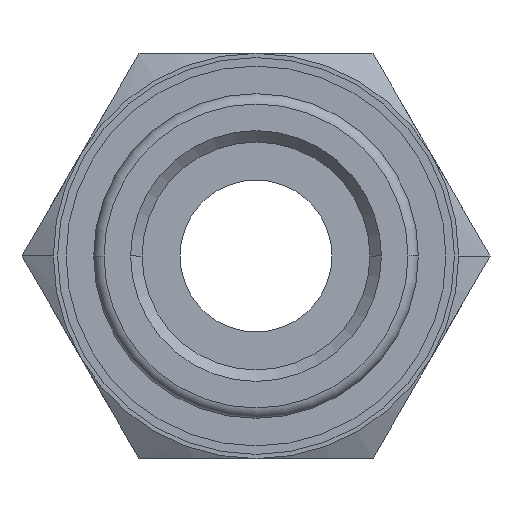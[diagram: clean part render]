
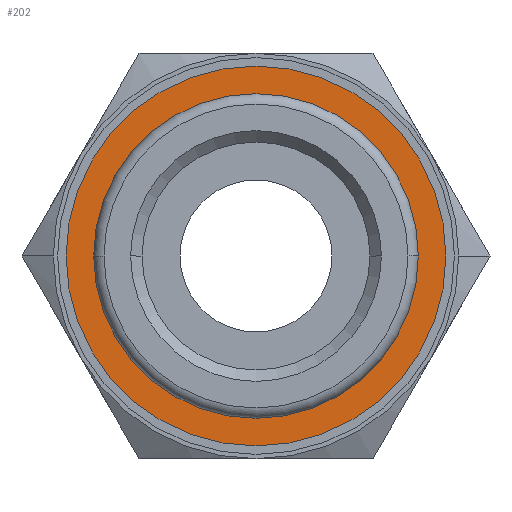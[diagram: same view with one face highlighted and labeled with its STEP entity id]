
A CAD part, front view. The second image highlights one B-rep face of the part: STEP entity #202.
In plain terms, the highlighted planar face has unit normal (0, -1, 0).
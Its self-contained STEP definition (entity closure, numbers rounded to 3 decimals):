
#202=ADVANCED_FACE('',(#410,#411),#412,.T.);
#410=FACE_BOUND('',#613,.T.);
#411=FACE_OUTER_BOUND('',#614,.T.);
#412=PLANE('',#615);
#613=EDGE_LOOP('',(#1101,#1102,#1103));
#614=EDGE_LOOP('',(#1104,#1105));
#615=AXIS2_PLACEMENT_3D('',#1106,#1107,#1108);
#1101=ORIENTED_EDGE('',*,*,#1286,.T.);
#1102=ORIENTED_EDGE('',*,*,#1148,.T.);
#1103=ORIENTED_EDGE('',*,*,#1287,.T.);
#1104=ORIENTED_EDGE('',*,*,#1311,.F.);
#1105=ORIENTED_EDGE('',*,*,#1317,.F.);
#1106=CARTESIAN_POINT('',(5.625,3.6,0.0));
#1107=DIRECTION('',(-0.0,-1.0,-0.0));
#1108=DIRECTION('',(-1.0,0.0,0.0));
#1148=EDGE_CURVE('',#1352,#1350,#1353,.T.);
#1286=EDGE_CURVE('',#1550,#1352,#1551,.T.);
#1287=EDGE_CURVE('',#1350,#1550,#1552,.T.);
#1311=EDGE_CURVE('',#1576,#1578,#1579,.T.);
#1317=EDGE_CURVE('',#1578,#1576,#1585,.T.);
#1350=VERTEX_POINT('',#1654);
#1352=VERTEX_POINT('',#1656);
#1353=CIRCLE('',#1657,9.156);
#1550=VERTEX_POINT('',#2069);
#1551=CIRCLE('',#2070,9.156);
#1552=CIRCLE('',#2071,9.156);
#1576=VERTEX_POINT('',#2142);
#1578=VERTEX_POINT('',#2145);
#1579=CIRCLE('',#2146,11.25);
#1585=CIRCLE('',#2153,11.25);
#1654=CARTESIAN_POINT('',(-9.156,3.6,0.));
#1656=CARTESIAN_POINT('',(9.156,3.6,0.));
#1657=AXIS2_PLACEMENT_3D('',#2180,#2181,#2182);
#2069=CARTESIAN_POINT('',(0.,3.6,9.156));
#2070=AXIS2_PLACEMENT_3D('',#2373,#2374,#2375);
#2071=AXIS2_PLACEMENT_3D('',#2376,#2377,#2378);
#2142=CARTESIAN_POINT('',(11.25,3.6,0.0));
#2145=CARTESIAN_POINT('',(-11.25,3.6,0.));
#2146=AXIS2_PLACEMENT_3D('',#2392,#2393,#2394);
#2153=AXIS2_PLACEMENT_3D('',#2399,#2400,#2401);
#2180=CARTESIAN_POINT('',(0.0,3.6,0.0));
#2181=DIRECTION('',(0.0,1.0,0.0));
#2182=DIRECTION('',(0.0,0.0,-1.0));
#2373=CARTESIAN_POINT('',(0.0,3.6,0.0));
#2374=DIRECTION('',(0.0,1.0,0.0));
#2375=DIRECTION('',(0.0,0.0,-1.0));
#2376=CARTESIAN_POINT('',(0.0,3.6,0.0));
#2377=DIRECTION('',(0.0,1.0,0.0));
#2378=DIRECTION('',(0.0,0.0,-1.0));
#2392=CARTESIAN_POINT('',(0.0,3.6,0.0));
#2393=DIRECTION('',(-0.0,1.0,0.0));
#2394=DIRECTION('',(1.0,0.0,0.0));
#2399=CARTESIAN_POINT('',(0.0,3.6,0.0));
#2400=DIRECTION('',(-0.0,1.0,0.0));
#2401=DIRECTION('',(1.0,0.0,0.0));
